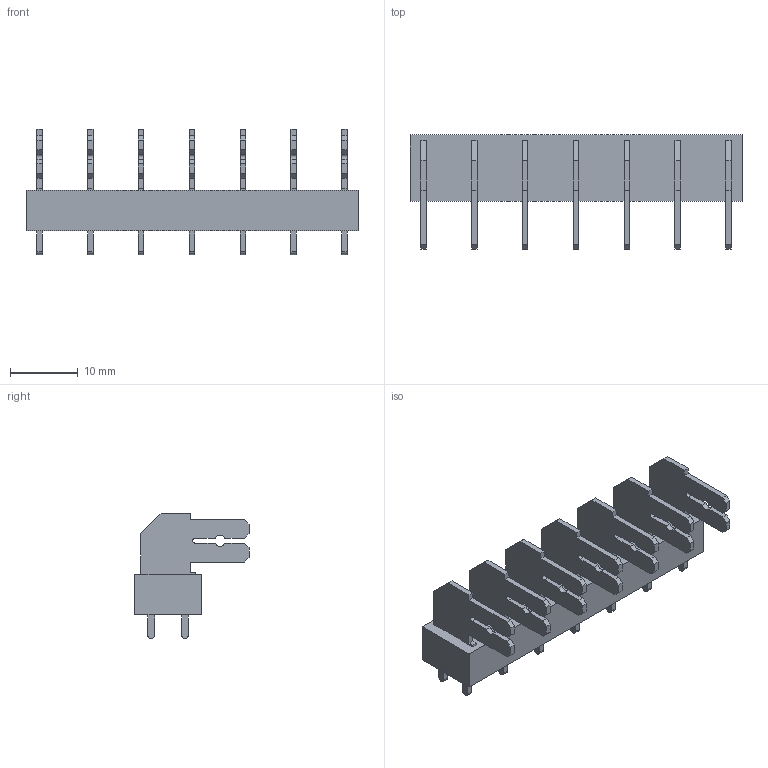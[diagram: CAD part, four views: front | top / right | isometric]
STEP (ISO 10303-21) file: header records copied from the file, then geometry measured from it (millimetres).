
FILE_DESCRIPTION(('CATIA V5 STEP','CAx-IF Rec.Pracs.--- Model Styling and Organization---1.2---2011-12-15'),'2;1');
FILE_NAME ('D1464942_0_9511640000_9511640000.stp','2018-09-01T07:22:53+00:00',('none'),('Weidmueller'),'CATIA Version 5-6 Release 2014','CATIA V5 STEP AP214','none');
FILE_SCHEMA(('AUTOMOTIVE_DESIGN { 1 0 10303 214 1 1 1 1 }'));
Length unit declared in the file: millimetre
Products named in the file (1): 9511640000
Bounding box: 49 x 16.85 x 18.5 mm (x, y, z)
Volume: 3527.1 mm3; surface area: 4302.4 mm2
Topology: 8 solids, 8 shells, 293 faces, 831 edges, 554 vertices
Faces by surface type: plane 258, cylinder 35
Entity records: 8243 total; most frequent: ORIENTED_EDGE 1662, CARTESIAN_POINT 1451, DIRECTION 961, EDGE_CURVE 831, VECTOR 761, LINE 761, VERTEX_POINT 554, EDGE_LOOP 321
